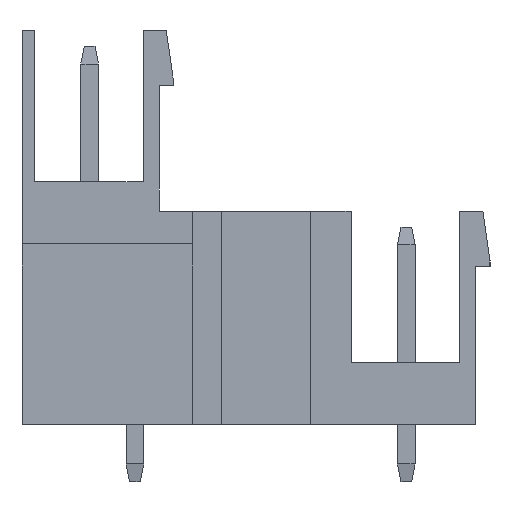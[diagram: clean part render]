
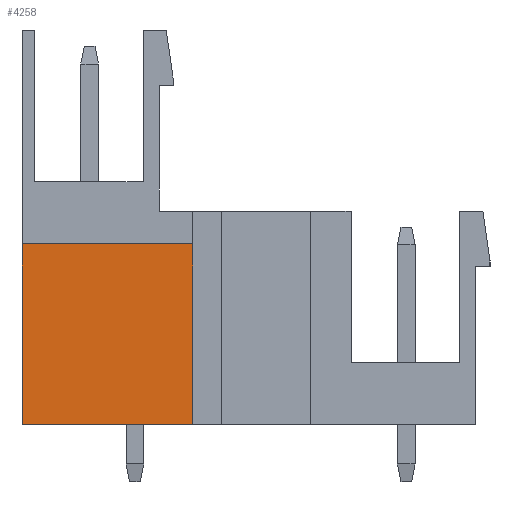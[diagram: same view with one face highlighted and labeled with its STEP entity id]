
A CAD part, left-side view. The second image highlights one B-rep face of the part: STEP entity #4258.
In plain terms, the highlighted planar face has unit normal (-1, 0, 0).
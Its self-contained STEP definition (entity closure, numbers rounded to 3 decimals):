
#4245=AXIS2_PLACEMENT_3D('Plane Axis2P3D',#4242,#4243,#4244) ;
#2673=CARTESIAN_POINT('Vertex',(1.,26.28,3.2)) ;
#2676=CARTESIAN_POINT('Line Origine',(1.,26.28,8.28)) ;
#2680=CARTESIAN_POINT('Vertex',(1.,26.28,13.36)) ;
#2758=CARTESIAN_POINT('Vertex',(1.,16.7,3.2)) ;
#2761=CARTESIAN_POINT('Line Origine',(1.,21.49,3.2)) ;
#4225=CARTESIAN_POINT('Vertex',(1.,16.7,13.36)) ;
#4228=CARTESIAN_POINT('Line Origine',(1.,16.7,8.28)) ;
#4242=CARTESIAN_POINT('Axis2P3D Location',(1.,0.,13.36)) ;
#4247=CARTESIAN_POINT('Line Origine',(1.,21.49,13.36)) ;
#2677=DIRECTION('Vector Direction',(0.,0.,-1.)) ;
#2762=DIRECTION('Vector Direction',(0.,1.,0.)) ;
#4229=DIRECTION('Vector Direction',(0.,0.,1.)) ;
#4243=DIRECTION('Axis2P3D Direction',(1.,-0.,0.)) ;
#4244=DIRECTION('Axis2P3D XDirection',(0.,0.,-1.)) ;
#4248=DIRECTION('Vector Direction',(0.,1.,0.)) ;
#2678=VECTOR('Line Direction',#2677,1.) ;
#2763=VECTOR('Line Direction',#2762,1.) ;
#4230=VECTOR('Line Direction',#4229,1.) ;
#4249=VECTOR('Line Direction',#4248,1.) ;
#4253=ORIENTED_EDGE('',*,*,#4232,.T.) ;
#4254=ORIENTED_EDGE('',*,*,#4251,.T.) ;
#4255=ORIENTED_EDGE('',*,*,#2682,.T.) ;
#4256=ORIENTED_EDGE('',*,*,#2765,.F.) ;
#4258=ADVANCED_FACE('Housing',(#4257),#4246,.F.) ;
#2682=EDGE_CURVE('',#2681,#2674,#2679,.T.) ;
#2765=EDGE_CURVE('',#2759,#2674,#2764,.T.) ;
#4232=EDGE_CURVE('',#2759,#4226,#4231,.T.) ;
#4251=EDGE_CURVE('',#4226,#2681,#4250,.T.) ;
#4252=EDGE_LOOP('',(#4253,#4254,#4255,#4256)) ;
#4257=FACE_OUTER_BOUND('',#4252,.T.) ;
#2679=LINE('Line',#2676,#2678) ;
#2764=LINE('Line',#2761,#2763) ;
#4231=LINE('Line',#4228,#4230) ;
#4250=LINE('Line',#4247,#4249) ;
#4246=PLANE('',#4245) ;
#2674=VERTEX_POINT('',#2673) ;
#2681=VERTEX_POINT('',#2680) ;
#2759=VERTEX_POINT('',#2758) ;
#4226=VERTEX_POINT('',#4225) ;
